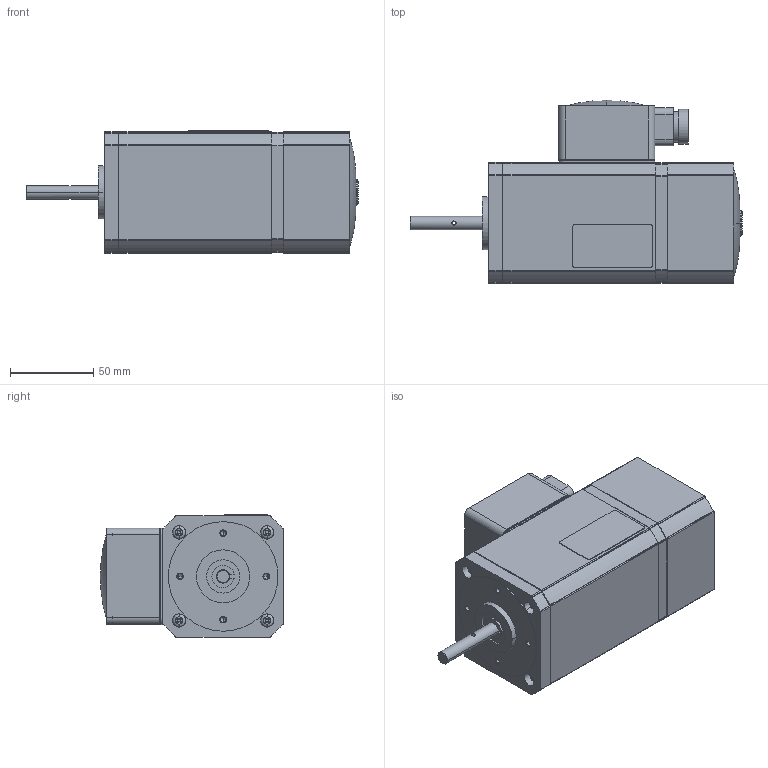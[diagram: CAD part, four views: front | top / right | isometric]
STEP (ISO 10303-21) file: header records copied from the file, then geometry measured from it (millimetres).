
FILE_DESCRIPTION(('STEP AP214'),'1');
FILE_NAME('tmp0.STP','2015-04-08T09:27:55',(' '),(' '),'Spatial InterOp 3D',' ',' ');
FILE_SCHEMA(('automotive_design'));
Length unit declared in the file: millimetre
Products named in the file (1): 1
Bounding box: 200 x 110.5 x 73.5 mm (x, y, z)
Volume: 909115 mm3; surface area: 65085.3 mm2
Topology: 1 solids, 1 shells, 380 faces, 987 edges, 645 vertices
Faces by surface type: plane 178, cylinder 158, torus 24, cone 20
Entity records: 14793 total; most frequent: DIRECTION 2131, CARTESIAN_POINT 2073, ORIENTED_EDGE 1954, EDGE_CURVE 977, AXIS2_PLACEMENT_3D 779, VERTEX_POINT 645, LINE 573, VECTOR 573
